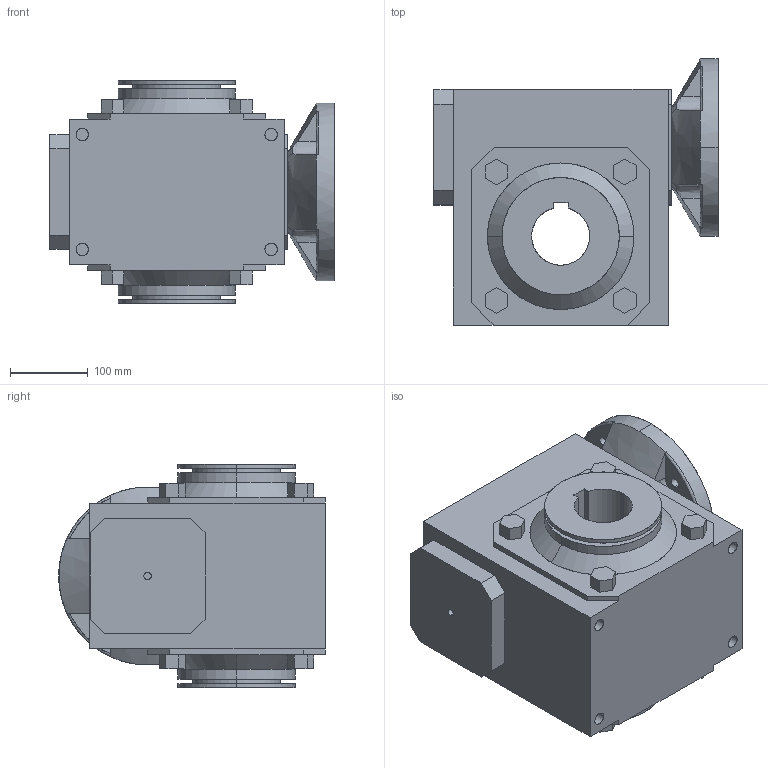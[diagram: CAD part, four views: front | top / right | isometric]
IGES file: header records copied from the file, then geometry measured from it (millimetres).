
Start section: SolidWorks IGES file using analytic representation for surfaces
Global section: file name: 45DEFAU0813132328144.igs; native system: SolidWorks 2017; preprocessor: SolidWorks 2017; author: partstream; date: 170813.013236; units: inch
Bounding box: 365.5 x 342.9 x 287.27 mm (x, y, z)
Surface area: 687413.7 mm2 (no closed solid volume)
Topology: 0 solids, 0 shells, 281 faces, 4304 edges, 4304 vertices
Faces by surface type: bspline 195, revolution 86
